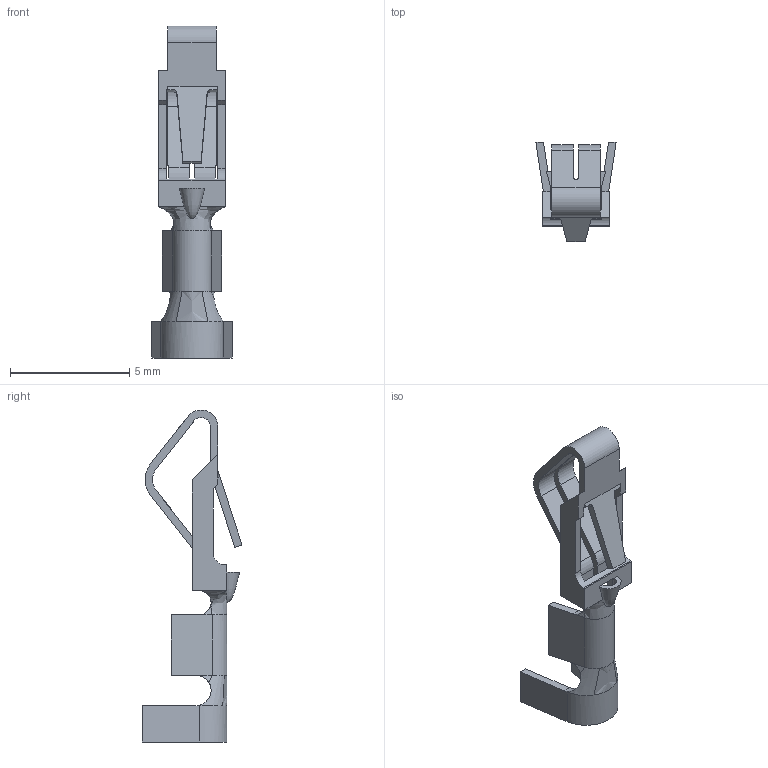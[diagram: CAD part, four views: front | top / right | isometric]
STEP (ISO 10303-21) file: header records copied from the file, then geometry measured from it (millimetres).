
FILE_DESCRIPTION((''),'2;1');
FILE_NAME('C-0061668-31-3','2007-12-04T',('workeradm'),('Tyco Electronics Corporation'),'PRO/ENGINEER BY PARAMETRIC TECHNOLOGY CORPORATION, 2005450','PRO/ENGINEER BY PARAMETRIC TECHNOLOGY CORPORATION, 2005450','');
FILE_SCHEMA(('CONFIG_CONTROL_DESIGN', 'GEOMETRIC_VALIDATION_PROPERTIES_MIM'));
Length unit declared in the file: millimetre
Products named in the file (1): C-0061668-31-3
Bounding box: 3.37 x 4.19 x 13.92 mm (x, y, z)
Volume: 21.9 mm3; surface area: 174.3 mm2
Topology: 1 solids, 1 shells, 125 faces, 356 edges, 225 vertices
Faces by surface type: plane 69, bspline 28, cylinder 22, extrusion 6
Entity records: 5209 total; most frequent: CARTESIAN_POINT 2040, ORIENTED_EDGE 704, DIRECTION 514, EDGE_CURVE 352, VECTOR 246, LINE 240, VERTEX_POINT 225, AXIS2_PLACEMENT_3D 134
